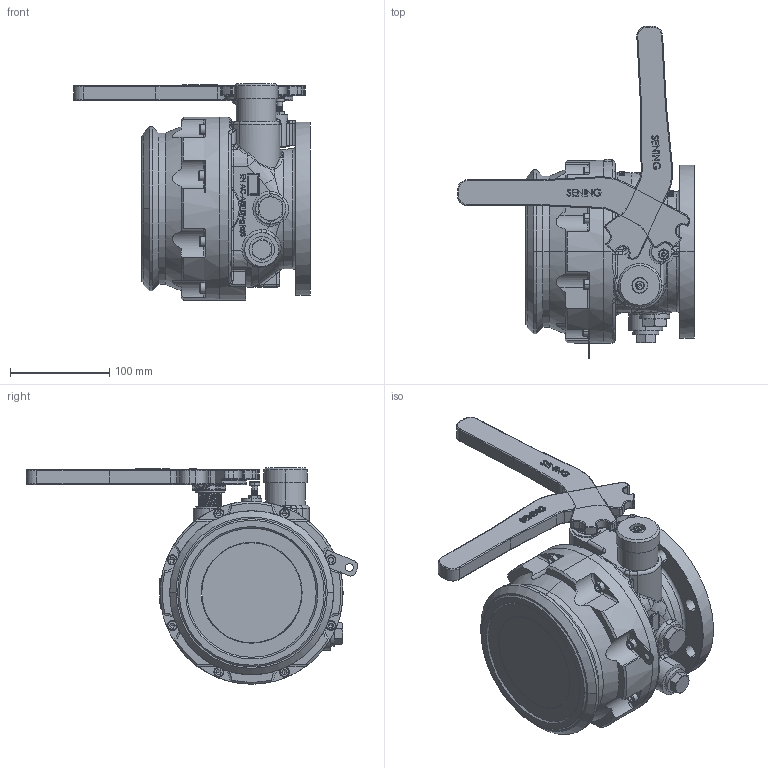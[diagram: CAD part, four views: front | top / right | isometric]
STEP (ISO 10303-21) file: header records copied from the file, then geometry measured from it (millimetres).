
FILE_DESCRIPTION (( 'STEP AP214' ), '1' );
FILE_NAME ('VKV1M.STEP', '2012-07-26T13:27:43', ( 'Admin2' ), ( '' ), 'SwSTEP 2.0', 'SolidWorks 2010', '' );
FILE_SCHEMA (( 'AUTOMOTIVE_DESIGN' ));
Length unit declared in the file: millimetre
Products named in the file (1): VKV1M
Bounding box: 238.62 x 334.17 x 217.85 mm (x, y, z)
Surface area: 309341.7 mm2 (no closed solid volume)
Topology: 0 solids, 92 shells, 1568 faces, 4847 edges, 3228 vertices
Faces by surface type: plane 472, cylinder 452, bspline 280, torus 230, cone 98, sphere 36
Entity records: 124500 total; most frequent: CARTESIAN_POINT 68869, ORIENTED_EDGE 8053, DIRECTION 6750, EDGE_CURVE 4784, VERTEX_POINT 3223, AXIS2_PLACEMENT_3D 2523, B_SPLINE_CURVE_WITH_KNOTS 1818, EDGE_LOOP 1733
